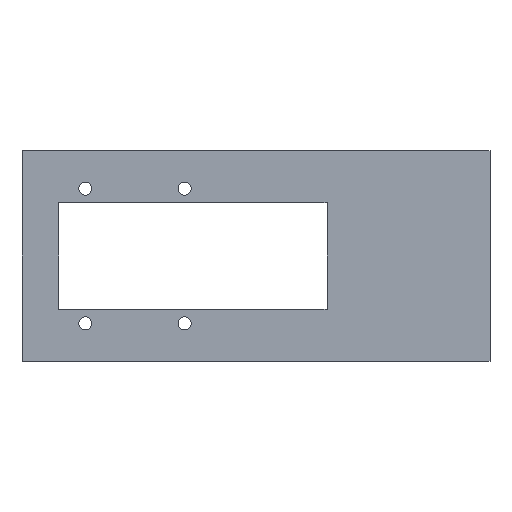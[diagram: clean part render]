
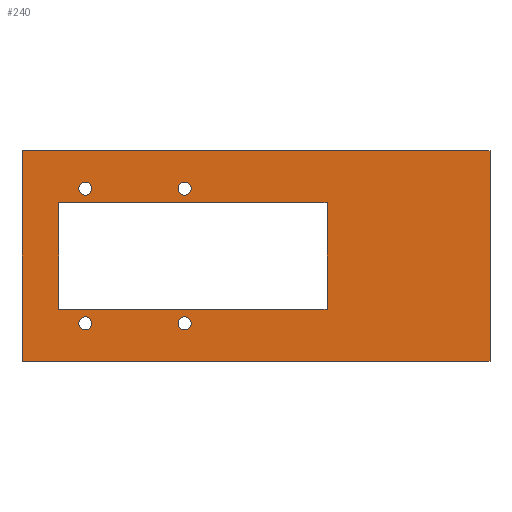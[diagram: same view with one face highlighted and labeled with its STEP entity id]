
A CAD part, front view. The second image highlights one B-rep face of the part: STEP entity #240.
In plain terms, the highlighted planar face has unit normal (0, -1, 0).
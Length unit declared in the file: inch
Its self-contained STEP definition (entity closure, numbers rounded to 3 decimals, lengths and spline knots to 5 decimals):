
#28 = FACE_BOUND ( 'NONE', #31, .T. ) ;
#31 = EDGE_LOOP ( 'NONE', ( #588, #685 ) ) ;
#47 = FACE_BOUND ( 'NONE', #1315, .T. ) ;
#48 = ORIENTED_EDGE ( 'NONE', *, *, #184, .F. ) ;
#61 = LINE ( 'NONE', #1228, #265 ) ;
#67 = ORIENTED_EDGE ( 'NONE', *, *, #556, .F. ) ;
#81 = ORIENTED_EDGE ( 'NONE', *, *, #673, .T. ) ;
#83 = ORIENTED_EDGE ( 'NONE', *, *, #782, .F. ) ;
#88 = DIRECTION ( 'NONE',  ( 0., -1., 0. ) ) ;
#124 = VERTEX_POINT ( 'NONE', #1523 ) ;
#138 = ORIENTED_EDGE ( 'NONE', *, *, #1463, .T. ) ;
#147 = CARTESIAN_POINT ( 'NONE',  ( 3.04016, 0., 2.25 ) ) ;
#170 = CIRCLE ( 'NONE', #631, 0.07 ) ;
#171 = CIRCLE ( 'NONE', #1352, 0.07 ) ;
#184 = EDGE_CURVE ( 'NONE', #1231, #124, #1251, .T. ) ;
#196 = DIRECTION ( 'NONE',  ( -1., 0., 0. ) ) ;
#212 = CARTESIAN_POINT ( 'NONE',  ( -1.95984, 0., 2.25 ) ) ;
#228 = LINE ( 'NONE', #317, #1159 ) ;
#240 = ADVANCED_FACE ( 'NONE', ( #621, #1402, #47, #1365, #28, #1527 ), #1500, .F. ) ;
#251 = AXIS2_PLACEMENT_3D ( 'NONE', #1398, #909, #691 ) ;
#253 = VERTEX_POINT ( 'NONE', #906 ) ;
#265 = VECTOR ( 'NONE', #512, 39.37008 ) ;
#277 = CARTESIAN_POINT ( 'NONE',  ( -1.95984, 0., 2.25 ) ) ;
#285 = EDGE_LOOP ( 'NONE', ( #742, #81 ) ) ;
#295 = ORIENTED_EDGE ( 'NONE', *, *, #1263, .T. ) ;
#296 = VERTEX_POINT ( 'NONE', #1262 ) ;
#301 = CARTESIAN_POINT ( 'NONE',  ( -0.22264, 0., 1.845 ) ) ;
#311 = EDGE_LOOP ( 'NONE', ( #387, #67, #83, #295 ) ) ;
#317 = CARTESIAN_POINT ( 'NONE',  ( -1.95984, 0., 0. ) ) ;
#320 = VERTEX_POINT ( 'NONE', #1112 ) ;
#342 = CARTESIAN_POINT ( 'NONE',  ( -0.22264, 0., 1.845 ) ) ;
#343 = VECTOR ( 'NONE', #1353, 39.37008 ) ;
#360 = EDGE_CURVE ( 'NONE', #124, #1231, #998, .T. ) ;
#376 = CARTESIAN_POINT ( 'NONE',  ( -1.56984, 0., 1.695 ) ) ;
#387 = ORIENTED_EDGE ( 'NONE', *, *, #1103, .T. ) ;
#395 = VERTEX_POINT ( 'NONE', #444 ) ;
#398 = CARTESIAN_POINT ( 'NONE',  ( 1.29876, 0., 0.555 ) ) ;
#401 = EDGE_CURVE ( 'NONE', #253, #1427, #1253, .T. ) ;
#408 = AXIS2_PLACEMENT_3D ( 'NONE', #342, #807, #1030 ) ;
#424 = CARTESIAN_POINT ( 'NONE',  ( 1.29876, 0., 1.695 ) ) ;
#438 = VERTEX_POINT ( 'NONE', #1150 ) ;
#439 = CARTESIAN_POINT ( 'NONE',  ( -1.2833, 0., 1.845 ) ) ;
#441 = AXIS2_PLACEMENT_3D ( 'NONE', #1071, #1536, #471 ) ;
#444 = CARTESIAN_POINT ( 'NONE',  ( -0.29264, 0., 1.845 ) ) ;
#446 = DIRECTION ( 'NONE',  ( 1., 0., 0. ) ) ;
#448 = VECTOR ( 'NONE', #1464, 39.37008 ) ;
#449 = CARTESIAN_POINT ( 'NONE',  ( -0.29264, 0., 0.405 ) ) ;
#459 = CARTESIAN_POINT ( 'NONE',  ( -1.56984, 0., 1.695 ) ) ;
#471 = DIRECTION ( 'NONE',  ( -1., 0., 0. ) ) ;
#497 = CARTESIAN_POINT ( 'NONE',  ( -1.95984, 0., 0. ) ) ;
#512 = DIRECTION ( 'NONE',  ( 0., 0., 1. ) ) ;
#534 = DIRECTION ( 'NONE',  ( 1., 0., 0. ) ) ;
#556 = EDGE_CURVE ( 'NONE', #1266, #320, #1473, .T. ) ;
#572 = DIRECTION ( 'NONE',  ( -1., 0., 0. ) ) ;
#577 = ORIENTED_EDGE ( 'NONE', *, *, #401, .F. ) ;
#588 = ORIENTED_EDGE ( 'NONE', *, *, #1143, .T. ) ;
#599 = LINE ( 'NONE', #212, #1138 ) ;
#602 = CARTESIAN_POINT ( 'NONE',  ( -1.2133, 0., 0.405 ) ) ;
#621 = FACE_BOUND ( 'NONE', #1255, .T. ) ;
#623 = CARTESIAN_POINT ( 'NONE',  ( -1.56984, 0., 0.555 ) ) ;
#631 = AXIS2_PLACEMENT_3D ( 'NONE', #439, #1145, #898 ) ;
#642 = CARTESIAN_POINT ( 'NONE',  ( -1.3533, 0., 1.845 ) ) ;
#649 = AXIS2_PLACEMENT_3D ( 'NONE', #1393, #88, #802 ) ;
#673 = EDGE_CURVE ( 'NONE', #717, #1528, #170, .T. ) ;
#685 = ORIENTED_EDGE ( 'NONE', *, *, #1015, .T. ) ;
#691 = DIRECTION ( 'NONE',  ( -1., 0., 0. ) ) ;
#701 = VERTEX_POINT ( 'NONE', #786 ) ;
#710 = CIRCLE ( 'NONE', #1317, 0.07 ) ;
#717 = VERTEX_POINT ( 'NONE', #905 ) ;
#742 = ORIENTED_EDGE ( 'NONE', *, *, #1196, .T. ) ;
#743 = ORIENTED_EDGE ( 'NONE', *, *, #1460, .T. ) ;
#747 = CARTESIAN_POINT ( 'NONE',  ( -1.95984, 0., 2.25 ) ) ;
#758 = EDGE_LOOP ( 'NONE', ( #48, #922 ) ) ;
#766 = CIRCLE ( 'NONE', #408, 0.07 ) ;
#781 = ORIENTED_EDGE ( 'NONE', *, *, #1227, .F. ) ;
#782 = EDGE_CURVE ( 'NONE', #1110, #1266, #957, .T. ) ;
#785 = VECTOR ( 'NONE', #446, 39.37008 ) ;
#786 = CARTESIAN_POINT ( 'NONE',  ( 1.29876, 0., 0.555 ) ) ;
#802 = DIRECTION ( 'NONE',  ( -1., 0., 0. ) ) ;
#807 = DIRECTION ( 'NONE',  ( 0., 1., 0. ) ) ;
#809 = VECTOR ( 'NONE', #1338, 39.37008 ) ;
#847 = LINE ( 'NONE', #459, #785 ) ;
#867 = DIRECTION ( 'NONE',  ( 0., 0., 1. ) ) ;
#875 = EDGE_CURVE ( 'NONE', #701, #438, #1309, .T. ) ;
#880 = VERTEX_POINT ( 'NONE', #497 ) ;
#891 = DIRECTION ( 'NONE',  ( -1., 0., 0. ) ) ;
#892 = LINE ( 'NONE', #398, #343 ) ;
#898 = DIRECTION ( 'NONE',  ( -1., 0., 0. ) ) ;
#906 = CARTESIAN_POINT ( 'NONE',  ( -1.3533, 0., 0.405 ) ) ;
#905 = CARTESIAN_POINT ( 'NONE',  ( -1.2133, 0., 1.845 ) ) ;
#909 = DIRECTION ( 'NONE',  ( 0., -1., 0. ) ) ;
#922 = ORIENTED_EDGE ( 'NONE', *, *, #360, .F. ) ;
#951 = AXIS2_PLACEMENT_3D ( 'NONE', #1459, #1162, #572 ) ;
#957 = LINE ( 'NONE', #747, #448 ) ;
#966 = VERTEX_POINT ( 'NONE', #424 ) ;
#998 = CIRCLE ( 'NONE', #951, 0.07 ) ;
#1008 = CARTESIAN_POINT ( 'NONE',  ( -1.95984, 0., 2.25 ) ) ;
#1015 = EDGE_CURVE ( 'NONE', #296, #395, #171, .T. ) ;
#1030 = DIRECTION ( 'NONE',  ( -1., 0., 0. ) ) ;
#1039 = CARTESIAN_POINT ( 'NONE',  ( -1.2833, 0., 1.845 ) ) ;
#1048 = DIRECTION ( 'NONE',  ( 0., 1., 0. ) ) ;
#1071 = CARTESIAN_POINT ( 'NONE',  ( -0.22264, 0., 0.405 ) ) ;
#1103 = EDGE_CURVE ( 'NONE', #880, #320, #228, .T. ) ;
#1110 = VERTEX_POINT ( 'NONE', #1008 ) ;
#1112 = CARTESIAN_POINT ( 'NONE',  ( 3.04016, 0., 0. ) ) ;
#1138 = VECTOR ( 'NONE', #1166, 39.37008 ) ;
#1143 = EDGE_CURVE ( 'NONE', #395, #296, #766, .T. ) ;
#1145 = DIRECTION ( 'NONE',  ( 0., 1., 0. ) ) ;
#1150 = CARTESIAN_POINT ( 'NONE',  ( -1.56984, 0., 0.555 ) ) ;
#1159 = VECTOR ( 'NONE', #534, 39.37008 ) ;
#1162 = DIRECTION ( 'NONE',  ( 0., -1., 0. ) ) ;
#1166 = DIRECTION ( 'NONE',  ( 0., 0., -1. ) ) ;
#1196 = EDGE_CURVE ( 'NONE', #1528, #717, #710, .T. ) ;
#1201 = EDGE_CURVE ( 'NONE', #1370, #966, #847, .T. ) ;
#1227 = EDGE_CURVE ( 'NONE', #1427, #253, #1327, .T. ) ;
#1228 = CARTESIAN_POINT ( 'NONE',  ( -1.56984, 0., 1.695 ) ) ;
#1231 = VERTEX_POINT ( 'NONE', #449 ) ;
#1246 = DIRECTION ( 'NONE',  ( 0., 1., 0. ) ) ;
#1251 = CIRCLE ( 'NONE', #441, 0.07 ) ;
#1253 = CIRCLE ( 'NONE', #251, 0.07 ) ;
#1255 = EDGE_LOOP ( 'NONE', ( #577, #781 ) ) ;
#1262 = CARTESIAN_POINT ( 'NONE',  ( -0.15264, 0., 1.845 ) ) ;
#1263 = EDGE_CURVE ( 'NONE', #1110, #880, #599, .T. ) ;
#1266 = VERTEX_POINT ( 'NONE', #1420 ) ;
#1309 = LINE ( 'NONE', #623, #1471 ) ;
#1315 = EDGE_LOOP ( 'NONE', ( #743, #1497, #138, #1331 ) ) ;
#1317 = AXIS2_PLACEMENT_3D ( 'NONE', #1039, #1048, #1408 ) ;
#1327 = CIRCLE ( 'NONE', #649, 0.07 ) ;
#1331 = ORIENTED_EDGE ( 'NONE', *, *, #1201, .T. ) ;
#1338 = DIRECTION ( 'NONE',  ( 0., 0., -1. ) ) ;
#1352 = AXIS2_PLACEMENT_3D ( 'NONE', #301, #1246, #196 ) ;
#1353 = DIRECTION ( 'NONE',  ( 0., 0., -1. ) ) ;
#1365 = FACE_BOUND ( 'NONE', #285, .T. ) ;
#1370 = VERTEX_POINT ( 'NONE', #376 ) ;
#1393 = CARTESIAN_POINT ( 'NONE',  ( -1.2833, 0., 0.405 ) ) ;
#1398 = CARTESIAN_POINT ( 'NONE',  ( -1.2833, 0., 0.405 ) ) ;
#1402 = FACE_BOUND ( 'NONE', #758, .T. ) ;
#1408 = DIRECTION ( 'NONE',  ( -1., 0., 0. ) ) ;
#1420 = CARTESIAN_POINT ( 'NONE',  ( 3.04016, 0., 2.25 ) ) ;
#1423 = AXIS2_PLACEMENT_3D ( 'NONE', #277, #1495, #867 ) ;
#1427 = VERTEX_POINT ( 'NONE', #602 ) ;
#1459 = CARTESIAN_POINT ( 'NONE',  ( -0.22264, 0., 0.405 ) ) ;
#1460 = EDGE_CURVE ( 'NONE', #966, #701, #892, .T. ) ;
#1463 = EDGE_CURVE ( 'NONE', #438, #1370, #61, .T. ) ;
#1464 = DIRECTION ( 'NONE',  ( 1., 0., 0. ) ) ;
#1471 = VECTOR ( 'NONE', #891, 39.37008 ) ;
#1473 = LINE ( 'NONE', #147, #809 ) ;
#1495 = DIRECTION ( 'NONE',  ( 0., 1., 0. ) ) ;
#1497 = ORIENTED_EDGE ( 'NONE', *, *, #875, .T. ) ;
#1500 = PLANE ( 'NONE',  #1423 ) ;
#1523 = CARTESIAN_POINT ( 'NONE',  ( -0.15264, 0., 0.405 ) ) ;
#1527 = FACE_OUTER_BOUND ( 'NONE', #311, .T. ) ;
#1528 = VERTEX_POINT ( 'NONE', #642 ) ;
#1536 = DIRECTION ( 'NONE',  ( 0., -1., 0. ) ) ;
